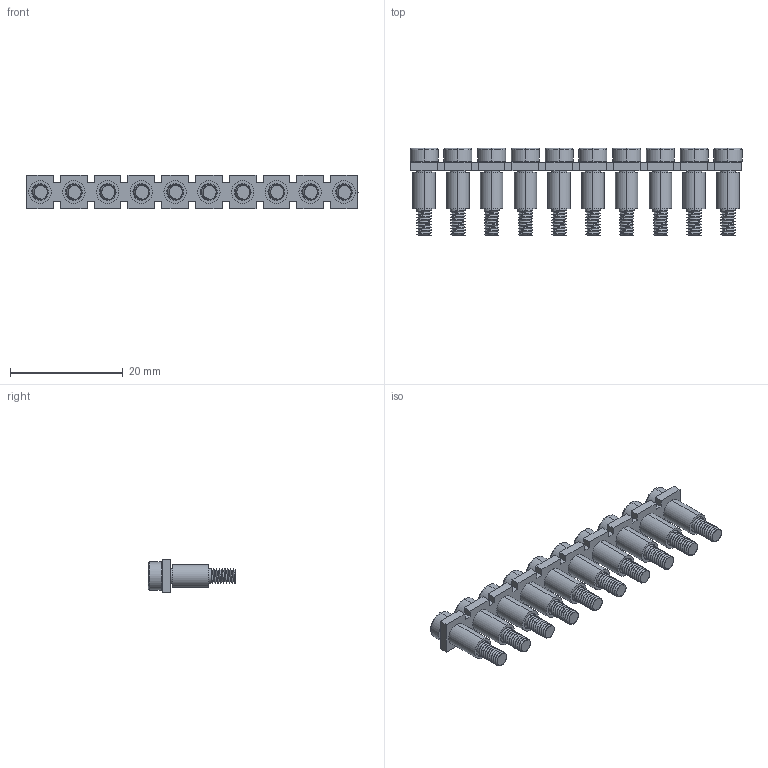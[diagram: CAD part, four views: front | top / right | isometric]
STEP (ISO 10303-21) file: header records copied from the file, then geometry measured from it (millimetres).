
FILE_DESCRIPTION (( 'STEP AP214' ), '1' );
FILE_NAME ('KN-10J10.step', '2015-05-04T11:23:33', ( '' ), ( '' ), 'SwSTEP 2.0', 'SolidWorks 2014', '' );
FILE_SCHEMA (( 'AUTOMOTIVE_DESIGN' ));
Length unit declared in the file: millimetre
Products named in the file (1): KN-10J10
Bounding box: 59 x 15.5 x 6 mm (x, y, z)
Volume: 1826 mm3; surface area: 4965.5 mm2
Topology: 31 solids, 31 shells, 418 faces, 988 edges, 642 vertices
Faces by surface type: plane 208, cylinder 150, bspline 40, torus 20
Entity records: 21546 total; most frequent: CARTESIAN_POINT 10019, DIRECTION 1996, ORIENTED_EDGE 1976, EDGE_CURVE 988, AXIS2_PLACEMENT_3D 729, VERTEX_POINT 642, LINE 538, VECTOR 538
